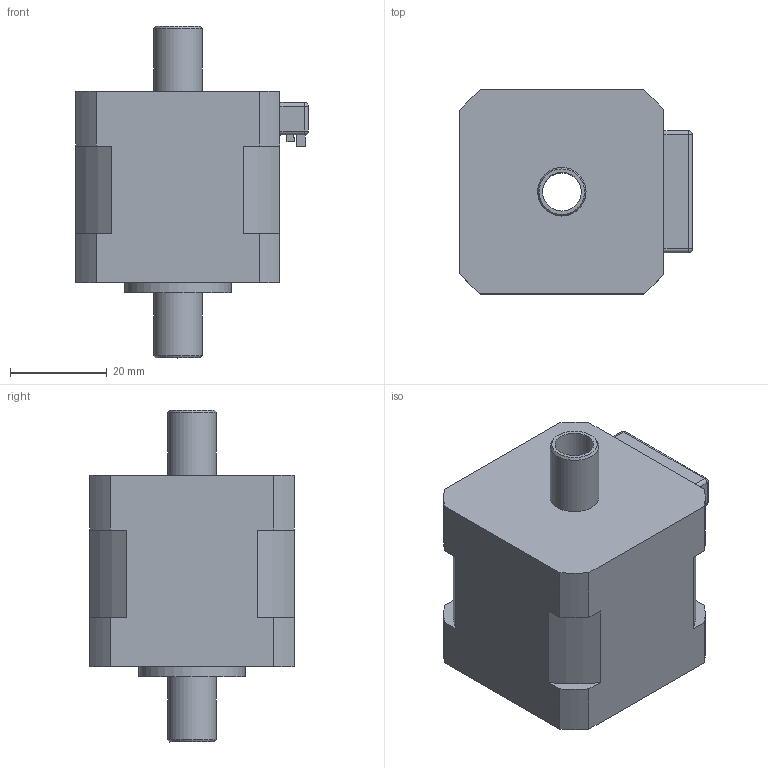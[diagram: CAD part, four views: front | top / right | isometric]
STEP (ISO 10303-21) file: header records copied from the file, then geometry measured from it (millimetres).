
FILE_DESCRIPTION(/* description */ (''),/* implementation_level */ '2;1');
FILE_NAME(/* name */ 'SCA4218M1804-L.stp',/* time_stamp */ '2021-11-08T16:07:14+01:00',/* author */ ('marco.pinther'),/* organization */ ('Nanotec GmbH & Co. KG'),/* preprocessor_version */ 'ST-DEVELOPER v17.2',/* originating_system */ 'Autodesk Inventor 2019',/* authorisation */ '');
FILE_SCHEMA (('AUTOMOTIVE_DESIGN { 1 0 10303 214 3 1 1 }'));
Length unit declared in the file: millimetre
Products named in the file (1): SCA4218M1804-L_Shrinkwrap_1
Bounding box: 48.05 x 42.2 x 68.6 mm (x, y, z)
Volume: 68001.4 mm3; surface area: 13289.5 mm2
Topology: 1 solids, 1 shells, 146 faces, 379 edges, 250 vertices
Faces by surface type: plane 107, cylinder 29, cone 6, sphere 4
Full cylindrical faces by diameter (mm): 2.5 x4, 8 x1, 10 x2, 22 x1, 33 x1
Entity records: 4488 total; most frequent: CARTESIAN_POINT 776, ORIENTED_EDGE 758, DIRECTION 757, EDGE_CURVE 379, LINE 295, VECTOR 295, VERTEX_POINT 250, AXIS2_PLACEMENT_3D 231
